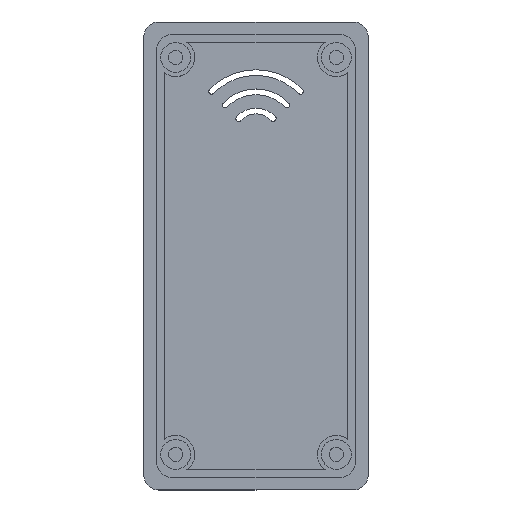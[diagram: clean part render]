
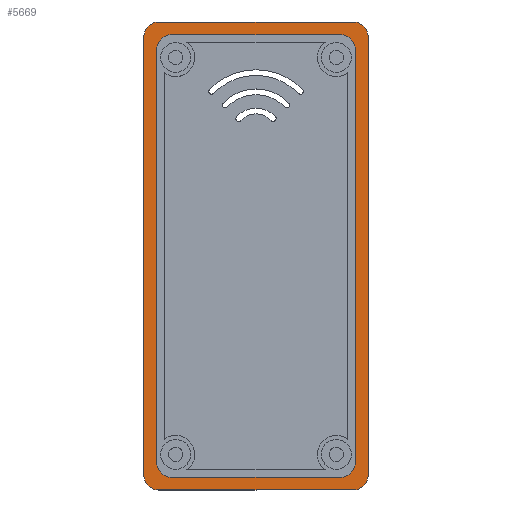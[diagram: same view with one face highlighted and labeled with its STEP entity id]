
A CAD part, top view. The second image highlights one B-rep face of the part: STEP entity #5669.
In plain terms, the highlighted planar face has unit normal (0, 0, 1).
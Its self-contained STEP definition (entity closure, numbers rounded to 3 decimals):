
#433 = VERTEX_POINT ( 'NONE', #9753 ) ;
#1270 = DIRECTION ( 'NONE',  ( 0., 0., -1. ) ) ;
#1585 = ORIENTED_EDGE ( 'NONE', *, *, #22969, .F. ) ;
#1881 = VERTEX_POINT ( 'NONE', #17748 ) ;
#3888 = VECTOR ( 'NONE', #33247, 1000. ) ;
#4741 = EDGE_LOOP ( 'NONE', ( #6476, #29240, #8846, #18862, #23848, #40290, #14978, #4932 ) ) ;
#4833 = EDGE_LOOP ( 'NONE', ( #34797, #36013, #1585, #29803, #13072, #37147, #8187, #22758 ) ) ;
#4932 = ORIENTED_EDGE ( 'NONE', *, *, #31299, .F. ) ;
#4933 = DIRECTION ( 'NONE',  ( 0., 1., 0. ) ) ;
#5396 = CARTESIAN_POINT ( 'NONE',  ( 11.3, -27.75, -12.9 ) ) ;
#5669 = ADVANCED_FACE ( 'NONE', ( #15891, #18580 ), #30823, .F. ) ;
#5728 = DIRECTION ( 'NONE',  ( -1., 0., 0. ) ) ;
#6120 = EDGE_CURVE ( 'NONE', #14009, #33146, #30875, .T. ) ;
#6129 = EDGE_CURVE ( 'NONE', #30411, #42672, #27058, .T. ) ;
#6324 = DIRECTION ( 'NONE',  ( -1., 0., 0. ) ) ;
#6476 = ORIENTED_EDGE ( 'NONE', *, *, #6120, .F. ) ;
#6626 = DIRECTION ( 'NONE',  ( 0., 0., -1. ) ) ;
#7151 = LINE ( 'NONE', #40730, #42560 ) ;
#7294 = VECTOR ( 'NONE', #38630, 1000. ) ;
#8187 = ORIENTED_EDGE ( 'NONE', *, *, #6129, .F. ) ;
#8744 = VECTOR ( 'NONE', #43161, 1000. ) ;
#8846 = ORIENTED_EDGE ( 'NONE', *, *, #17768, .F. ) ;
#9085 = EDGE_CURVE ( 'NONE', #30411, #15745, #39209, .T. ) ;
#9410 = EDGE_CURVE ( 'NONE', #1881, #23620, #42412, .T. ) ;
#9532 = CIRCLE ( 'NONE', #32918, 2. ) ;
#9753 = CARTESIAN_POINT ( 'NONE',  ( -13.3, 27.45, -12.9 ) ) ;
#10665 = CARTESIAN_POINT ( 'NONE',  ( 13., 29.15, -12.9 ) ) ;
#10994 = CARTESIAN_POINT ( 'NONE',  ( 13., 31.15, -12.9 ) ) ;
#11027 = DIRECTION ( 'NONE',  ( -1., 0., 0. ) ) ;
#11528 = CIRCLE ( 'NONE', #33290, 2. ) ;
#11728 = VERTEX_POINT ( 'NONE', #30643 ) ;
#11915 = DIRECTION ( 'NONE',  ( -1., 0., 0. ) ) ;
#12120 = LINE ( 'NONE', #42550, #7294 ) ;
#12241 = EDGE_CURVE ( 'NONE', #433, #42672, #9532, .T. ) ;
#13059 = LINE ( 'NONE', #21931, #8744 ) ;
#13072 = ORIENTED_EDGE ( 'NONE', *, *, #36371, .F. ) ;
#13929 = CARTESIAN_POINT ( 'NONE',  ( 13.3, -27.75, -12.9 ) ) ;
#13969 = CARTESIAN_POINT ( 'NONE',  ( 15., 29.15, -12.9 ) ) ;
#13976 = DIRECTION ( 'NONE',  ( -1., 0., 0. ) ) ;
#13985 = VECTOR ( 'NONE', #18517, 1000. ) ;
#14009 = VERTEX_POINT ( 'NONE', #28573 ) ;
#14531 = LINE ( 'NONE', #35351, #24732 ) ;
#14616 = DIRECTION ( 'NONE',  ( 0., 0., -1. ) ) ;
#14621 = VECTOR ( 'NONE', #30175, 1000. ) ;
#14978 = ORIENTED_EDGE ( 'NONE', *, *, #40577, .F. ) ;
#15180 = VERTEX_POINT ( 'NONE', #24845 ) ;
#15745 = VERTEX_POINT ( 'NONE', #19865 ) ;
#15891 = FACE_OUTER_BOUND ( 'NONE', #4741, .T. ) ;
#16273 = CARTESIAN_POINT ( 'NONE',  ( 13., -31.45, -12.9 ) ) ;
#16376 = AXIS2_PLACEMENT_3D ( 'NONE', #19986, #6626, #44231 ) ;
#16604 = EDGE_CURVE ( 'NONE', #22457, #14009, #14531, .T. ) ;
#16845 = DIRECTION ( 'NONE',  ( -1., 0., 0. ) ) ;
#16905 = VECTOR ( 'NONE', #6324, 1000. ) ;
#17586 = DIRECTION ( 'NONE',  ( 0., 0., -1. ) ) ;
#17748 = CARTESIAN_POINT ( 'NONE',  ( -11.3, -29.75, -12.9 ) ) ;
#17768 = EDGE_CURVE ( 'NONE', #22380, #22457, #11528, .T. ) ;
#17943 = CARTESIAN_POINT ( 'NONE',  ( -13., 29.15, -12.9 ) ) ;
#18180 = EDGE_CURVE ( 'NONE', #38161, #15745, #13059, .T. ) ;
#18260 = EDGE_CURVE ( 'NONE', #38161, #15180, #21115, .T. ) ;
#18302 = LINE ( 'NONE', #24963, #13985 ) ;
#18345 = EDGE_CURVE ( 'NONE', #37704, #11728, #7151, .T. ) ;
#18517 = DIRECTION ( 'NONE',  ( 1., 0., 0. ) ) ;
#18580 = FACE_BOUND ( 'NONE', #4833, .T. ) ;
#18862 = ORIENTED_EDGE ( 'NONE', *, *, #19467, .F. ) ;
#19467 = EDGE_CURVE ( 'NONE', #39889, #22380, #22661, .T. ) ;
#19794 = DIRECTION ( 'NONE',  ( 0., 0., -1. ) ) ;
#19865 = CARTESIAN_POINT ( 'NONE',  ( 13.3, 27.45, -12.9 ) ) ;
#19986 = CARTESIAN_POINT ( 'NONE',  ( -13., 29.15, -12.9 ) ) ;
#20250 = DIRECTION ( 'NONE',  ( 0., -1., 0. ) ) ;
#20476 = CARTESIAN_POINT ( 'NONE',  ( -11.3, 29.45, -12.9 ) ) ;
#20628 = VERTEX_POINT ( 'NONE', #10994 ) ;
#21115 = CIRCLE ( 'NONE', #42228, 2. ) ;
#21931 = CARTESIAN_POINT ( 'NONE',  ( 13.3, -29.75, -12.9 ) ) ;
#22380 = VERTEX_POINT ( 'NONE', #31535 ) ;
#22457 = VERTEX_POINT ( 'NONE', #36254 ) ;
#22661 = LINE ( 'NONE', #26408, #14621 ) ;
#22758 = ORIENTED_EDGE ( 'NONE', *, *, #9085, .T. ) ;
#22969 = EDGE_CURVE ( 'NONE', #1881, #15180, #12120, .T. ) ;
#23620 = VERTEX_POINT ( 'NONE', #33295 ) ;
#23848 = ORIENTED_EDGE ( 'NONE', *, *, #26339, .F. ) ;
#23951 = AXIS2_PLACEMENT_3D ( 'NONE', #37335, #43953, #16845 ) ;
#24167 = CARTESIAN_POINT ( 'NONE',  ( -11.3, 27.45, -12.9 ) ) ;
#24457 = CIRCLE ( 'NONE', #40407, 2. ) ;
#24467 = CARTESIAN_POINT ( 'NONE',  ( 13., -29.45, -12.9 ) ) ;
#24732 = VECTOR ( 'NONE', #4933, 1000. ) ;
#24756 = DIRECTION ( 'NONE',  ( -1., 0., 0. ) ) ;
#24845 = CARTESIAN_POINT ( 'NONE',  ( 11.3, -29.75, -12.9 ) ) ;
#24963 = CARTESIAN_POINT ( 'NONE',  ( -13., 31.15, -12.9 ) ) ;
#26339 = EDGE_CURVE ( 'NONE', #11728, #39889, #36691, .T. ) ;
#26408 = CARTESIAN_POINT ( 'NONE',  ( 13., -31.45, -12.9 ) ) ;
#26701 = CARTESIAN_POINT ( 'NONE',  ( 13.3, 29.45, -12.9 ) ) ;
#27058 = LINE ( 'NONE', #26701, #16905 ) ;
#27414 = DIRECTION ( 'NONE',  ( -1., 0., 0. ) ) ;
#28573 = CARTESIAN_POINT ( 'NONE',  ( -15., 29.15, -12.9 ) ) ;
#29121 = CARTESIAN_POINT ( 'NONE',  ( -13., 31.15, -12.9 ) ) ;
#29240 = ORIENTED_EDGE ( 'NONE', *, *, #16604, .F. ) ;
#29803 = ORIENTED_EDGE ( 'NONE', *, *, #9410, .T. ) ;
#30171 = AXIS2_PLACEMENT_3D ( 'NONE', #17943, #14616, #11027 ) ;
#30175 = DIRECTION ( 'NONE',  ( -1., 0., 0. ) ) ;
#30411 = VERTEX_POINT ( 'NONE', #35282 ) ;
#30643 = CARTESIAN_POINT ( 'NONE',  ( 15., -29.45, -12.9 ) ) ;
#30743 = DIRECTION ( 'NONE',  ( 0., 0., -1. ) ) ;
#30823 = PLANE ( 'NONE',  #30171 ) ;
#30875 = CIRCLE ( 'NONE', #16376, 2. ) ;
#31050 = DIRECTION ( 'NONE',  ( 0., 0., -1. ) ) ;
#31299 = EDGE_CURVE ( 'NONE', #33146, #20628, #18302, .T. ) ;
#31535 = CARTESIAN_POINT ( 'NONE',  ( -13., -31.45, -12.9 ) ) ;
#32918 = AXIS2_PLACEMENT_3D ( 'NONE', #24167, #30743, #27414 ) ;
#33146 = VERTEX_POINT ( 'NONE', #29121 ) ;
#33247 = DIRECTION ( 'NONE',  ( 0., -1., 0. ) ) ;
#33290 = AXIS2_PLACEMENT_3D ( 'NONE', #43492, #36433, #5728 ) ;
#33295 = CARTESIAN_POINT ( 'NONE',  ( -13.3, -27.75, -12.9 ) ) ;
#34462 = LINE ( 'NONE', #36377, #3888 ) ;
#34797 = ORIENTED_EDGE ( 'NONE', *, *, #18180, .F. ) ;
#35282 = CARTESIAN_POINT ( 'NONE',  ( 11.3, 29.45, -12.9 ) ) ;
#35351 = CARTESIAN_POINT ( 'NONE',  ( -15., -29.45, -12.9 ) ) ;
#36013 = ORIENTED_EDGE ( 'NONE', *, *, #18260, .T. ) ;
#36254 = CARTESIAN_POINT ( 'NONE',  ( -15., -29.45, -12.9 ) ) ;
#36371 = EDGE_CURVE ( 'NONE', #433, #23620, #34462, .T. ) ;
#36377 = CARTESIAN_POINT ( 'NONE',  ( -13.3, 29.45, -12.9 ) ) ;
#36433 = DIRECTION ( 'NONE',  ( 0., 0., -1. ) ) ;
#36551 = DIRECTION ( 'NONE',  ( -1., 0., 0. ) ) ;
#36691 = CIRCLE ( 'NONE', #42436, 2. ) ;
#37147 = ORIENTED_EDGE ( 'NONE', *, *, #12241, .T. ) ;
#37335 = CARTESIAN_POINT ( 'NONE',  ( -11.3, -27.75, -12.9 ) ) ;
#37704 = VERTEX_POINT ( 'NONE', #13969 ) ;
#38161 = VERTEX_POINT ( 'NONE', #13929 ) ;
#38630 = DIRECTION ( 'NONE',  ( 1., 0., 0. ) ) ;
#39140 = AXIS2_PLACEMENT_3D ( 'NONE', #42775, #1270, #11915 ) ;
#39209 = CIRCLE ( 'NONE', #39140, 2. ) ;
#39889 = VERTEX_POINT ( 'NONE', #16273 ) ;
#40290 = ORIENTED_EDGE ( 'NONE', *, *, #18345, .F. ) ;
#40407 = AXIS2_PLACEMENT_3D ( 'NONE', #10665, #31050, #13976 ) ;
#40577 = EDGE_CURVE ( 'NONE', #20628, #37704, #24457, .T. ) ;
#40730 = CARTESIAN_POINT ( 'NONE',  ( 15., 29.15, -12.9 ) ) ;
#42228 = AXIS2_PLACEMENT_3D ( 'NONE', #5396, #19794, #36551 ) ;
#42412 = CIRCLE ( 'NONE', #23951, 2. ) ;
#42436 = AXIS2_PLACEMENT_3D ( 'NONE', #24467, #17586, #24756 ) ;
#42550 = CARTESIAN_POINT ( 'NONE',  ( -13.3, -29.75, -12.9 ) ) ;
#42560 = VECTOR ( 'NONE', #20250, 1000. ) ;
#42672 = VERTEX_POINT ( 'NONE', #20476 ) ;
#42775 = CARTESIAN_POINT ( 'NONE',  ( 11.3, 27.45, -12.9 ) ) ;
#43161 = DIRECTION ( 'NONE',  ( 0., 1., 0. ) ) ;
#43492 = CARTESIAN_POINT ( 'NONE',  ( -13., -29.45, -12.9 ) ) ;
#43953 = DIRECTION ( 'NONE',  ( 0., 0., -1. ) ) ;
#44231 = DIRECTION ( 'NONE',  ( -1., 0., 0. ) ) ;
